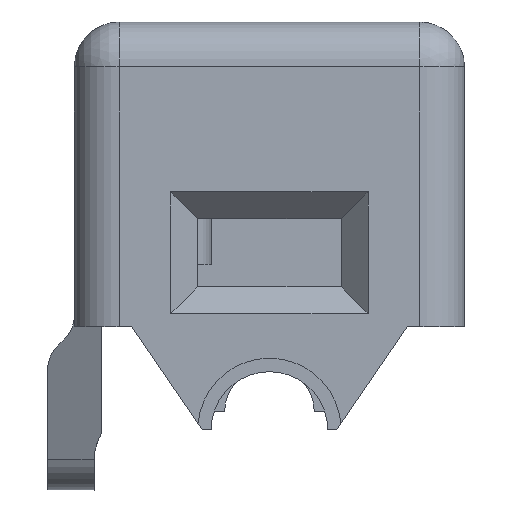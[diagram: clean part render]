
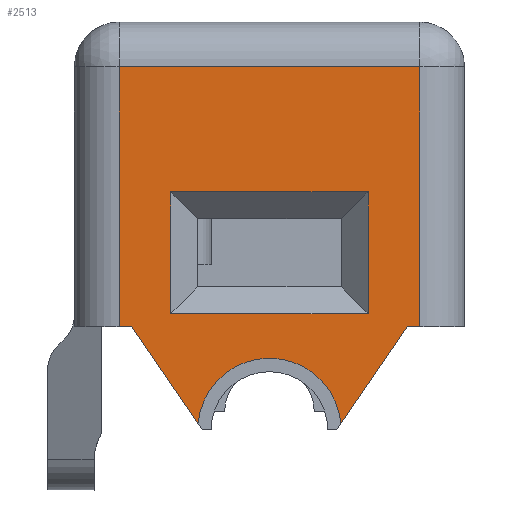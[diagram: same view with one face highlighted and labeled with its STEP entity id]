
A CAD part, left-side view. The second image highlights one B-rep face of the part: STEP entity #2513.
In plain terms, the highlighted planar face has unit normal (-1, 0, 0).
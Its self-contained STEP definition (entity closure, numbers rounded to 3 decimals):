
#77 = LINE ( 'NONE', #10480, #8718 ) ;
#211 = CARTESIAN_POINT ( 'NONE',  ( -26.25, -5.5, 15.5 ) ) ;
#244 = AXIS2_PLACEMENT_3D ( 'NONE', #11769, #1532, #11947 ) ;
#398 = CARTESIAN_POINT ( 'NONE',  ( -26.25, 5.5, 0.725 ) ) ;
#424 = VERTEX_POINT ( 'NONE', #10947 ) ;
#425 = CARTESIAN_POINT ( 'NONE',  ( -26.25, 5.5, 7.525 ) ) ;
#572 = VECTOR ( 'NONE', #2836, 1000. ) ;
#644 = DIRECTION ( 'NONE',  ( 1., 0., 0. ) ) ;
#752 = DIRECTION ( 'NONE',  ( 0., 1., 0. ) ) ;
#777 = CARTESIAN_POINT ( 'NONE',  ( -26.25, 3.757, -5.75 ) ) ;
#887 = VECTOR ( 'NONE', #752, 1000. ) ;
#932 = LINE ( 'NONE', #7377, #8944 ) ;
#945 = CARTESIAN_POINT ( 'NONE',  ( -26.25, 8.375, 14.5 ) ) ;
#1091 = AXIS2_PLACEMENT_3D ( 'NONE', #2503, #644, #1457 ) ;
#1137 = VERTEX_POINT ( 'NONE', #4125 ) ;
#1290 = CARTESIAN_POINT ( 'NONE',  ( -26.25, 8.375, 0. ) ) ;
#1322 = ORIENTED_EDGE ( 'NONE', *, *, #9479, .T. ) ;
#1457 = DIRECTION ( 'NONE',  ( 0., 0., -1. ) ) ;
#1501 = DIRECTION ( 'NONE',  ( 0., 1., 0. ) ) ;
#1532 = DIRECTION ( 'NONE',  ( -1., 0., 0. ) ) ;
#1552 = EDGE_CURVE ( 'NONE', #7877, #424, #6653, .T. ) ;
#1725 = CARTESIAN_POINT ( 'NONE',  ( -26.25, 5.5, 15.5 ) ) ;
#1743 = CARTESIAN_POINT ( 'NONE',  ( -26.25, -7.693, 0. ) ) ;
#1892 = LINE ( 'NONE', #211, #2985 ) ;
#1995 = DIRECTION ( 'NONE',  ( 0., -1., 0. ) ) ;
#2001 = VECTOR ( 'NONE', #12205, 1000. ) ;
#2040 = CARTESIAN_POINT ( 'NONE',  ( -26.25, 8.375, 15.5 ) ) ;
#2087 = EDGE_CURVE ( 'NONE', #11031, #8198, #9235, .T. ) ;
#2319 = ORIENTED_EDGE ( 'NONE', *, *, #5406, .T. ) ;
#2428 = CARTESIAN_POINT ( 'NONE',  ( -26.25, -5.5, 0.725 ) ) ;
#2439 = CIRCLE ( 'NONE', #9762, 4. ) ;
#2503 = CARTESIAN_POINT ( 'NONE',  ( -26.25, 8.375, 15.5 ) ) ;
#2513 = ADVANCED_FACE ( 'NONE', ( #12047, #6341 ), #6411, .F. ) ;
#2628 = CARTESIAN_POINT ( 'NONE',  ( -26.25, 8.375, 0. ) ) ;
#2663 = LINE ( 'NONE', #5696, #2809 ) ;
#2809 = VECTOR ( 'NONE', #2907, 1000. ) ;
#2836 = DIRECTION ( 'NONE',  ( 0., 0., 1. ) ) ;
#2907 = DIRECTION ( 'NONE',  ( 0., -1., 0. ) ) ;
#2985 = VECTOR ( 'NONE', #3002, 1000. ) ;
#3002 = DIRECTION ( 'NONE',  ( 0., 0., -1. ) ) ;
#3017 = CIRCLE ( 'NONE', #244, 4. ) ;
#3268 = DIRECTION ( 'NONE',  ( -1., 0., 0. ) ) ;
#3322 = CARTESIAN_POINT ( 'NONE',  ( -26.25, 0., -5.75 ) ) ;
#3416 = EDGE_CURVE ( 'NONE', #4639, #1137, #2439, .T. ) ;
#3640 = LINE ( 'NONE', #1725, #572 ) ;
#3647 = LINE ( 'NONE', #4640, #2001 ) ;
#3948 = LINE ( 'NONE', #2040, #6753 ) ;
#4125 = CARTESIAN_POINT ( 'NONE',  ( -26.25, 0., -1.75 ) ) ;
#4639 = VERTEX_POINT ( 'NONE', #8644 ) ;
#4640 = CARTESIAN_POINT ( 'NONE',  ( -26.25, -7.693, 0. ) ) ;
#4824 = DIRECTION ( 'NONE',  ( 0., 0., -1. ) ) ;
#4898 = CARTESIAN_POINT ( 'NONE',  ( -26.25, 7.693, 0. ) ) ;
#4960 = VERTEX_POINT ( 'NONE', #425 ) ;
#5112 = EDGE_CURVE ( 'NONE', #8452, #4960, #3640, .T. ) ;
#5147 = CARTESIAN_POINT ( 'NONE',  ( -26.25, 3.986, -5.415 ) ) ;
#5209 = ORIENTED_EDGE ( 'NONE', *, *, #11093, .F. ) ;
#5230 = CARTESIAN_POINT ( 'NONE',  ( -26.25, -5.5, 7.525 ) ) ;
#5253 = ORIENTED_EDGE ( 'NONE', *, *, #10235, .T. ) ;
#5257 = ORIENTED_EDGE ( 'NONE', *, *, #1552, .T. ) ;
#5406 = EDGE_CURVE ( 'NONE', #9838, #10476, #8463, .T. ) ;
#5696 = CARTESIAN_POINT ( 'NONE',  ( -26.25, 8.375, 7.525 ) ) ;
#5715 = VECTOR ( 'NONE', #6419, 1000. ) ;
#5725 = DIRECTION ( 'NONE',  ( 0., -1., 0. ) ) ;
#6203 = LINE ( 'NONE', #9980, #9964 ) ;
#6341 = FACE_OUTER_BOUND ( 'NONE', #8709, .T. ) ;
#6411 = PLANE ( 'NONE',  #1091 ) ;
#6419 = DIRECTION ( 'NONE',  ( 0., -0.565, -0.825 ) ) ;
#6653 = LINE ( 'NONE', #2628, #9584 ) ;
#6753 = VECTOR ( 'NONE', #4824, 1000. ) ;
#7377 = CARTESIAN_POINT ( 'NONE',  ( -26.25, -8.375, 15.5 ) ) ;
#7828 = EDGE_CURVE ( 'NONE', #10640, #8452, #6203, .T. ) ;
#7848 = ORIENTED_EDGE ( 'NONE', *, *, #5112, .T. ) ;
#7877 = VERTEX_POINT ( 'NONE', #1743 ) ;
#8198 = VERTEX_POINT ( 'NONE', #9517 ) ;
#8422 = VERTEX_POINT ( 'NONE', #5230 ) ;
#8452 = VERTEX_POINT ( 'NONE', #398 ) ;
#8463 = LINE ( 'NONE', #777, #5715 ) ;
#8644 = CARTESIAN_POINT ( 'NONE',  ( -26.25, -3.986, -5.415 ) ) ;
#8709 = EDGE_LOOP ( 'NONE', ( #2319, #11061, #10006, #11506, #5257, #5209, #11967, #5253, #9248 ) ) ;
#8718 = VECTOR ( 'NONE', #1995, 1000. ) ;
#8824 = EDGE_CURVE ( 'NONE', #11222, #9838, #77, .T. ) ;
#8908 = DIRECTION ( 'NONE',  ( 0., 0., 1. ) ) ;
#8944 = VECTOR ( 'NONE', #9226, 1000. ) ;
#8981 = EDGE_LOOP ( 'NONE', ( #9514, #1322, #10953, #7848 ) ) ;
#9226 = DIRECTION ( 'NONE',  ( 0., 0., -1. ) ) ;
#9235 = LINE ( 'NONE', #945, #887 ) ;
#9248 = ORIENTED_EDGE ( 'NONE', *, *, #8824, .T. ) ;
#9479 = EDGE_CURVE ( 'NONE', #8422, #10640, #1892, .T. ) ;
#9514 = ORIENTED_EDGE ( 'NONE', *, *, #11082, .T. ) ;
#9517 = CARTESIAN_POINT ( 'NONE',  ( -26.25, 8.375, 14.5 ) ) ;
#9584 = VECTOR ( 'NONE', #5725, 1000. ) ;
#9762 = AXIS2_PLACEMENT_3D ( 'NONE', #3322, #3268, #8908 ) ;
#9838 = VERTEX_POINT ( 'NONE', #4898 ) ;
#9964 = VECTOR ( 'NONE', #1501, 1000. ) ;
#9980 = CARTESIAN_POINT ( 'NONE',  ( -26.25, 8.375, 0.725 ) ) ;
#10006 = ORIENTED_EDGE ( 'NONE', *, *, #3416, .F. ) ;
#10109 = EDGE_CURVE ( 'NONE', #4639, #7877, #3647, .T. ) ;
#10235 = EDGE_CURVE ( 'NONE', #8198, #11222, #3948, .T. ) ;
#10476 = VERTEX_POINT ( 'NONE', #5147 ) ;
#10480 = CARTESIAN_POINT ( 'NONE',  ( -26.25, 8.375, 0. ) ) ;
#10640 = VERTEX_POINT ( 'NONE', #2428 ) ;
#10947 = CARTESIAN_POINT ( 'NONE',  ( -26.25, -8.375, 0. ) ) ;
#10953 = ORIENTED_EDGE ( 'NONE', *, *, #7828, .T. ) ;
#11031 = VERTEX_POINT ( 'NONE', #11961 ) ;
#11061 = ORIENTED_EDGE ( 'NONE', *, *, #12133, .F. ) ;
#11082 = EDGE_CURVE ( 'NONE', #4960, #8422, #2663, .T. ) ;
#11093 = EDGE_CURVE ( 'NONE', #11031, #424, #932, .T. ) ;
#11222 = VERTEX_POINT ( 'NONE', #1290 ) ;
#11506 = ORIENTED_EDGE ( 'NONE', *, *, #10109, .T. ) ;
#11769 = CARTESIAN_POINT ( 'NONE',  ( -26.25, 0., -5.75 ) ) ;
#11947 = DIRECTION ( 'NONE',  ( 0., 0., 1. ) ) ;
#11961 = CARTESIAN_POINT ( 'NONE',  ( -26.25, -8.375, 14.5 ) ) ;
#11967 = ORIENTED_EDGE ( 'NONE', *, *, #2087, .T. ) ;
#12047 = FACE_BOUND ( 'NONE', #8981, .T. ) ;
#12133 = EDGE_CURVE ( 'NONE', #1137, #10476, #3017, .T. ) ;
#12205 = DIRECTION ( 'NONE',  ( 0., -0.565, 0.825 ) ) ;
